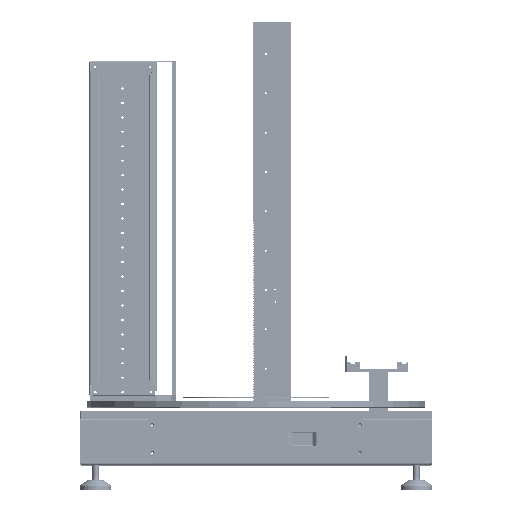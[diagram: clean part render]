
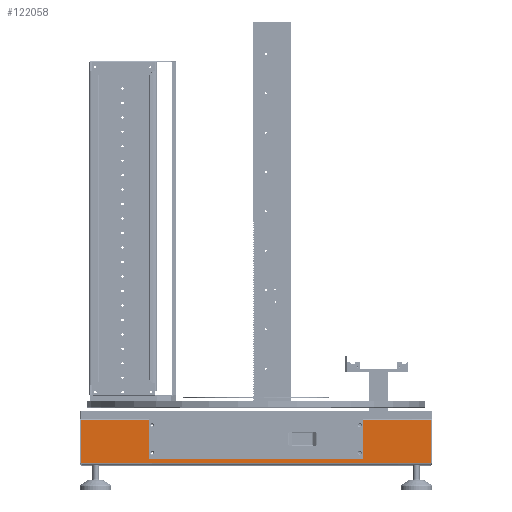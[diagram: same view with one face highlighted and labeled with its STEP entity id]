
A CAD part, top view. The second image highlights one B-rep face of the part: STEP entity #122058.
In plain terms, the highlighted planar face has unit normal (0, 0, 1).
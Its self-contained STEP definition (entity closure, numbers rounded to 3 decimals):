
#2498 = CARTESIAN_POINT ( 'NONE',  ( -450.2, 10., 0. ) ) ;
#5975 = VERTEX_POINT ( 'NONE', #33831 ) ;
#9960 = ORIENTED_EDGE ( 'NONE', *, *, #259166, .T. ) ;
#10376 = ORIENTED_EDGE ( 'NONE', *, *, #120425, .F. ) ;
#12633 = EDGE_CURVE ( 'NONE', #217521, #66925, #181502, .T. ) ;
#16202 = DIRECTION ( 'NONE',  ( -1., 0., 0. ) ) ;
#16400 = EDGE_CURVE ( 'NONE', #94182, #179286, #290560, .T. ) ;
#18153 = ORIENTED_EDGE ( 'NONE', *, *, #63055, .F. ) ;
#18580 = AXIS2_PLACEMENT_3D ( 'NONE', #144785, #47214, #328254 ) ;
#33831 = CARTESIAN_POINT ( 'NONE',  ( -450.2, 72., 0. ) ) ;
#36651 = VECTOR ( 'NONE', #280693, 1000. ) ;
#36690 = LINE ( 'NONE', #294074, #229192 ) ;
#39378 = DIRECTION ( 'NONE',  ( -1., 0., 0. ) ) ;
#44858 = VECTOR ( 'NONE', #208391, 1000. ) ;
#47214 = DIRECTION ( 'NONE',  ( 0., 0., -1. ) ) ;
#49487 = CARTESIAN_POINT ( 'NONE',  ( -109.8, 10., 0. ) ) ;
#57872 = VECTOR ( 'NONE', #105510, 1000. ) ;
#59896 = CARTESIAN_POINT ( 'NONE',  ( -2.2, 74., 0. ) ) ;
#61751 = CARTESIAN_POINT ( 'NONE',  ( -450.2, 74., 0. ) ) ;
#63055 = EDGE_CURVE ( 'NONE', #313676, #138441, #36690, .T. ) ;
#64434 = ORIENTED_EDGE ( 'NONE', *, *, #12633, .T. ) ;
#66925 = VERTEX_POINT ( 'NONE', #225276 ) ;
#83940 = ORIENTED_EDGE ( 'NONE', *, *, #271711, .T. ) ;
#86519 = DIRECTION ( 'NONE',  ( 1., 0., 0. ) ) ;
#88610 = LINE ( 'NONE', #320829, #261019 ) ;
#94182 = VERTEX_POINT ( 'NONE', #141933 ) ;
#98538 = EDGE_CURVE ( 'NONE', #5975, #226434, #292358, .T. ) ;
#105510 = DIRECTION ( 'NONE',  ( 0., 1., 0. ) ) ;
#120425 = EDGE_CURVE ( 'NONE', #226434, #313676, #155541, .T. ) ;
#122058 = ADVANCED_FACE ( 'NONE', ( #170008 ), #271059, .F. ) ;
#127867 = ORIENTED_EDGE ( 'NONE', *, *, #227148, .F. ) ;
#138441 = VERTEX_POINT ( 'NONE', #276238 ) ;
#141933 = CARTESIAN_POINT ( 'NONE',  ( -2.2, 4., 0. ) ) ;
#144130 = DIRECTION ( 'NONE',  ( 0., 1., 0. ) ) ;
#144785 = CARTESIAN_POINT ( 'NONE',  ( -556., 74., 0. ) ) ;
#155541 = LINE ( 'NONE', #2498, #209640 ) ;
#167143 = CARTESIAN_POINT ( 'NONE',  ( -556., 4., 0. ) ) ;
#168410 = ORIENTED_EDGE ( 'NONE', *, *, #16400, .T. ) ;
#170008 = FACE_OUTER_BOUND ( 'NONE', #265945, .T. ) ;
#177979 = LINE ( 'NONE', #331128, #36651 ) ;
#179286 = VERTEX_POINT ( 'NONE', #243835 ) ;
#181502 = LINE ( 'NONE', #265124, #44858 ) ;
#187966 = DIRECTION ( 'NONE',  ( 0., -1., 0. ) ) ;
#200178 = CARTESIAN_POINT ( 'NONE',  ( -557.8, 72., 0. ) ) ;
#208391 = DIRECTION ( 'NONE',  ( 0., -1., 0. ) ) ;
#209640 = VECTOR ( 'NONE', #86519, 1000. ) ;
#215458 = ORIENTED_EDGE ( 'NONE', *, *, #98538, .F. ) ;
#217521 = VERTEX_POINT ( 'NONE', #200178 ) ;
#224803 = VECTOR ( 'NONE', #187966, 1000. ) ;
#225276 = CARTESIAN_POINT ( 'NONE',  ( -557.8, 4., 0. ) ) ;
#226434 = VERTEX_POINT ( 'NONE', #249527 ) ;
#227148 = EDGE_CURVE ( 'NONE', #94182, #66925, #293486, .T. ) ;
#229192 = VECTOR ( 'NONE', #144130, 1000. ) ;
#243835 = CARTESIAN_POINT ( 'NONE',  ( -2.2, 72., 0. ) ) ;
#249527 = CARTESIAN_POINT ( 'NONE',  ( -450.2, 10., 0. ) ) ;
#250797 = VECTOR ( 'NONE', #39378, 1000. ) ;
#259166 = EDGE_CURVE ( 'NONE', #179286, #138441, #88610, .T. ) ;
#261019 = VECTOR ( 'NONE', #16202, 1000. ) ;
#265124 = CARTESIAN_POINT ( 'NONE',  ( -557.8, 74., 0. ) ) ;
#265945 = EDGE_LOOP ( 'NONE', ( #215458, #83940, #64434, #127867, #168410, #9960, #18153, #10376 ) ) ;
#271059 = PLANE ( 'NONE',  #18580 ) ;
#271711 = EDGE_CURVE ( 'NONE', #5975, #217521, #177979, .T. ) ;
#276238 = CARTESIAN_POINT ( 'NONE',  ( -109.8, 72., 0. ) ) ;
#280693 = DIRECTION ( 'NONE',  ( -1., 0., 0. ) ) ;
#290560 = LINE ( 'NONE', #59896, #57872 ) ;
#292358 = LINE ( 'NONE', #61751, #224803 ) ;
#293486 = LINE ( 'NONE', #167143, #250797 ) ;
#294074 = CARTESIAN_POINT ( 'NONE',  ( -109.8, 74., 0. ) ) ;
#313676 = VERTEX_POINT ( 'NONE', #49487 ) ;
#320829 = CARTESIAN_POINT ( 'NONE',  ( -556., 72., 0. ) ) ;
#328254 = DIRECTION ( 'NONE',  ( 0., -1., 0. ) ) ;
#331128 = CARTESIAN_POINT ( 'NONE',  ( -556., 72., 0. ) ) ;
